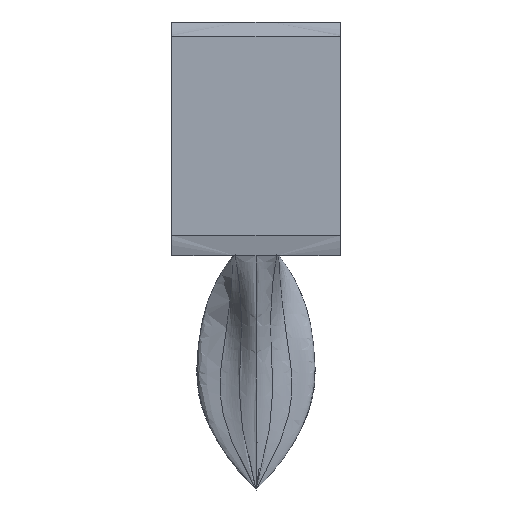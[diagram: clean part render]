
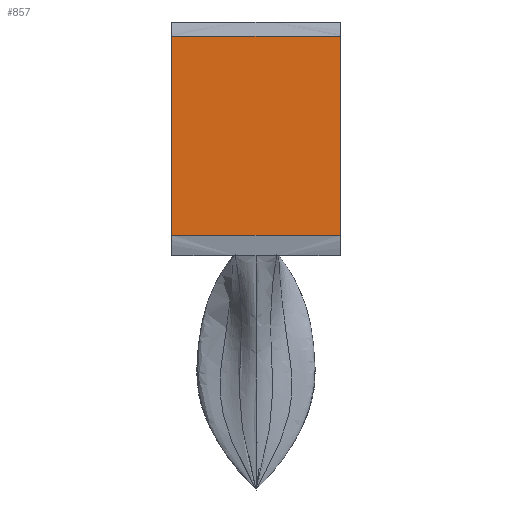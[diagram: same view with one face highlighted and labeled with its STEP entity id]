
A CAD part, top view. The second image highlights one B-rep face of the part: STEP entity #857.
In plain terms, the highlighted planar face has unit normal (0, 0, 1).
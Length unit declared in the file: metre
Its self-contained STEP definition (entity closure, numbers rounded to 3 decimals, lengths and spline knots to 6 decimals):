
#64=PLANE('',#905);
#106=FACE_OUTER_BOUND('',#160,.T.);
#160=EDGE_LOOP('',(#719,#720,#721,#722));
#198=LINE('',#6266,#226);
#199=LINE('',#6269,#227);
#200=LINE('',#6291,#228);
#201=LINE('',#6292,#229);
#226=VECTOR('',#971,0.01);
#227=VECTOR('',#974,0.01);
#228=VECTOR('',#977,0.01);
#229=VECTOR('',#978,0.01);
#371=VERTEX_POINT('',#6248);
#372=VERTEX_POINT('',#6255);
#373=VERTEX_POINT('',#6268);
#374=VERTEX_POINT('',#6290);
#492=EDGE_CURVE('',#372,#371,#198,.T.);
#493=EDGE_CURVE('',#373,#371,#199,.T.);
#495=EDGE_CURVE('',#374,#372,#200,.T.);
#496=EDGE_CURVE('',#374,#373,#201,.T.);
#719=ORIENTED_EDGE('',*,*,#492,.F.);
#720=ORIENTED_EDGE('',*,*,#495,.F.);
#721=ORIENTED_EDGE('',*,*,#496,.T.);
#722=ORIENTED_EDGE('',*,*,#493,.T.);
#857=ADVANCED_FACE('',(#106),#64,.T.);
#905=AXIS2_PLACEMENT_3D('',#6289,#975,#976);
#971=DIRECTION('',(1.,0.,0.));
#974=DIRECTION('',(0.,1.,0.));
#975=DIRECTION('center_axis',(0.,0.,1.));
#976=DIRECTION('ref_axis',(1.,0.,0.));
#977=DIRECTION('',(0.,1.,0.));
#978=DIRECTION('',(1.,0.,0.));
#6248=CARTESIAN_POINT('',(0.9,4.85,1.));
#6255=CARTESIAN_POINT('',(-0.9,4.85,1.));
#6266=CARTESIAN_POINT('',(-0.9,4.85,1.));
#6268=CARTESIAN_POINT('',(0.9,2.72,1.));
#6269=CARTESIAN_POINT('',(0.9,2.5,1.));
#6289=CARTESIAN_POINT('Origin',(-0.9,2.5,1.));
#6290=CARTESIAN_POINT('',(-0.9,2.72,1.));
#6291=CARTESIAN_POINT('',(-0.9,2.5,1.));
#6292=CARTESIAN_POINT('',(-0.9,2.72,1.));
